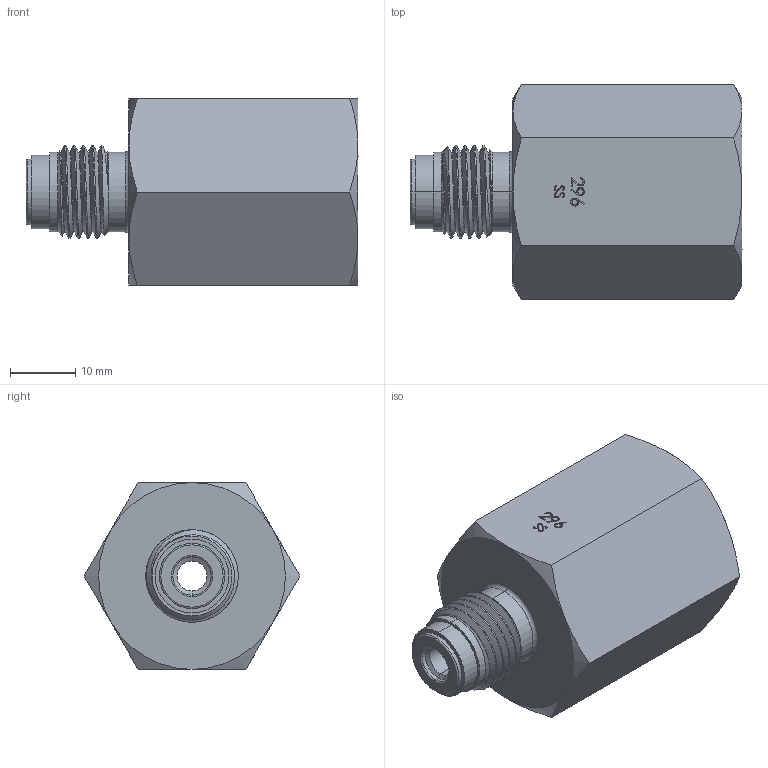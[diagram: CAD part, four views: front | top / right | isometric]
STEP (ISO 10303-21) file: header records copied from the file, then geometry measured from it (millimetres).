
FILE_DESCRIPTION (( 'STEP AP203' ), '1' );
FILE_NAME ('AD-296FSS-4MFS.STEP', '2025-09-03T12:07:04', ( '' ), ( '' ), 'SwSTEP 2.0', 'SolidWorks 2018', '' );
FILE_SCHEMA (( 'CONFIG_CONTROL_DESIGN' ));
Length unit declared in the file: inch
Products named in the file (1): AD-296FSS-4MFS
Bounding box: 50.81 x 33 x 28.57 mm (x, y, z)
Volume: 19857.5 mm3; surface area: 7847.2 mm2
Topology: 1 solids, 1 shells, 169 faces, 434 edges, 278 vertices
Faces by surface type: bspline 60, cylinder 41, plane 35, cone 27, torus 6
Entity records: 12964 total; most frequent: CARTESIAN_POINT 9343, ORIENTED_EDGE 868, DIRECTION 510, EDGE_CURVE 434, VERTEX_POINT 278, B_SPLINE_CURVE_WITH_KNOTS 187, EDGE_LOOP 182, AXIS2_PLACEMENT_3D 174
